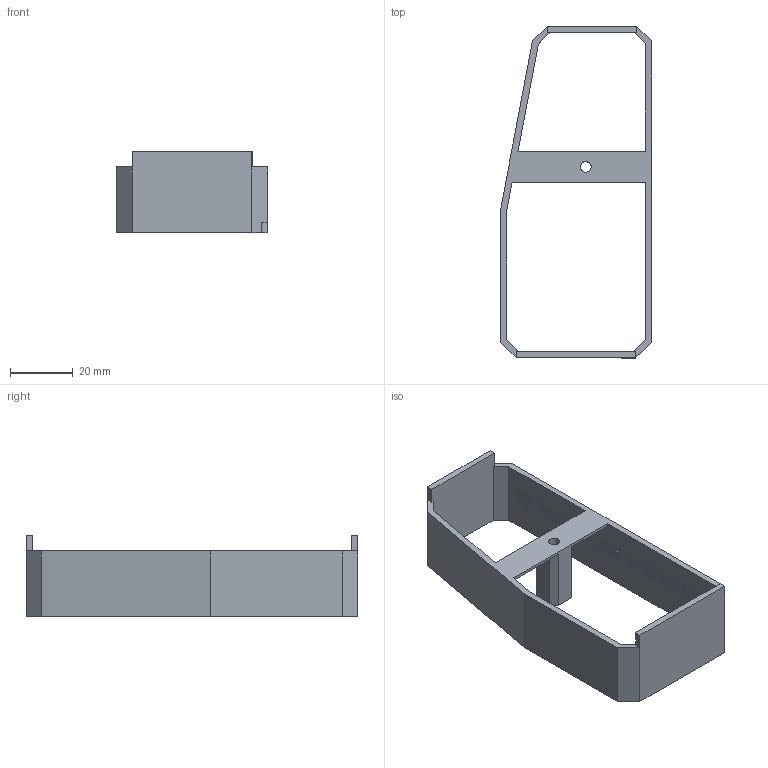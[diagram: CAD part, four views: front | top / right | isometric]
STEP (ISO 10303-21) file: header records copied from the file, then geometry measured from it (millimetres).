
FILE_DESCRIPTION (( 'STEP AP203' ), '1' );
FILE_NAME ('TR_belt_cover_back_v1_0.STEP', '2018-05-17T19:07:03', ( '' ), ( '' ), 'SwSTEP 2.0', 'SolidWorks 2017', '' );
FILE_SCHEMA (( 'CONFIG_CONTROL_DESIGN' ));
Length unit declared in the file: millimetre
Products named in the file (1): TR_belt_cover_back_v1_0
Bounding box: 48.25 x 106 x 26 mm (x, y, z)
Volume: 14487.1 mm3; surface area: 15487.2 mm2
Topology: 1 solids, 1 shells, 649 faces, 1841 edges, 1226 vertices
Faces by surface type: plane 351, bspline 292, cylinder 6
Entity records: 30128 total; most frequent: CARTESIAN_POINT 15185, ORIENTED_EDGE 3682, DIRECTION 1985, EDGE_CURVE 1841, LINE 1245, VECTOR 1245, VERTEX_POINT 1226, EDGE_LOOP 687
